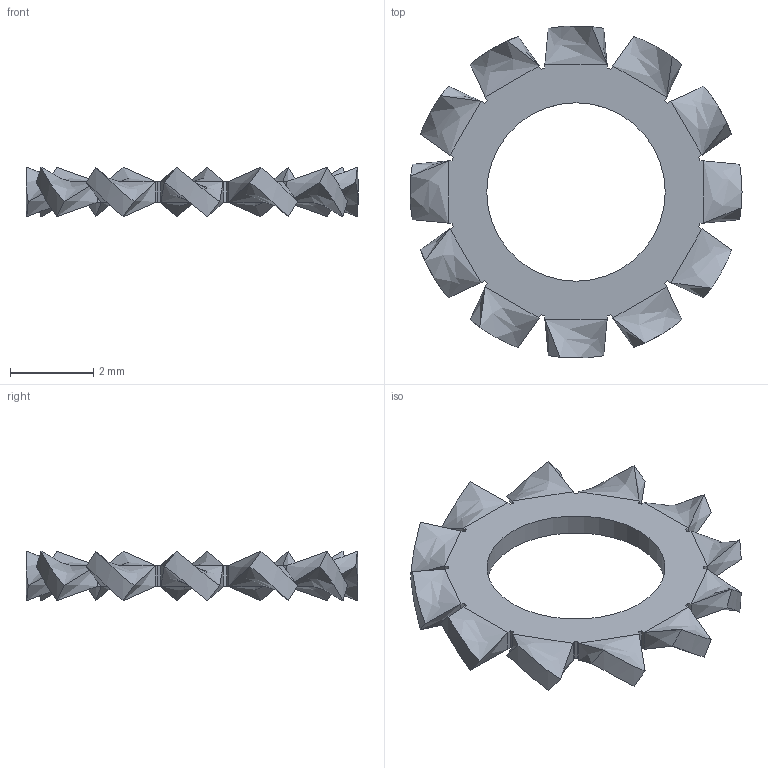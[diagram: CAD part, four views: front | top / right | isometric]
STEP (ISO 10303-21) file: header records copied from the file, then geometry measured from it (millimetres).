
FILE_DESCRIPTION( ( '' ), ' ' );
FILE_NAME( '5a2aded45214870eedd3ed05.step', '2017-12-08T18:49:57', ( '' ), ( '' ), ' ', ' ', ' ' );
FILE_SCHEMA( ( 'AUTOMOTIVE_DESIGN { 1 0 10303 214 1 1 1 1 }' ) );
Length unit declared in the file: metre
Products named in the file (1): 2801-0004-0012
Bounding box: 8 x 8 x 1.2 mm (x, y, z)
Volume: 14.7 mm3; surface area: 88.4 mm2
Topology: 1 solids, 1 shells, 99 faces, 245 edges, 148 vertices
Faces by surface type: bspline 48, plane 26, cylinder 25
Full cylindrical faces by diameter (mm): 4.3 x1
Entity records: 4364 total; most frequent: CARTESIAN_POINT 1456, ORIENTED_EDGE 488, DIRECTION 324, EDGE_CURVE 244, LINE 168, VECTOR 168, VERTEX_POINT 148, EDGE_LOOP 102
